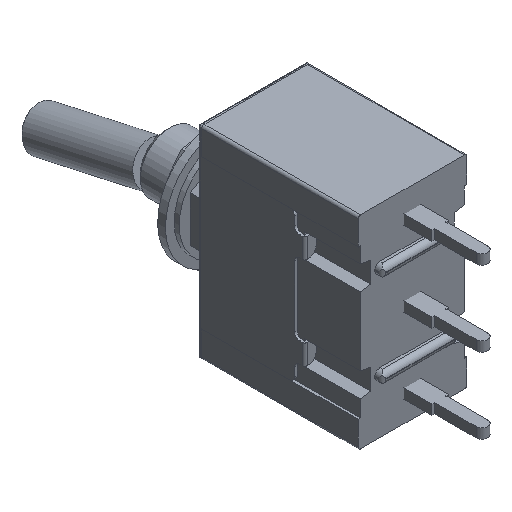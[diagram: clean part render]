
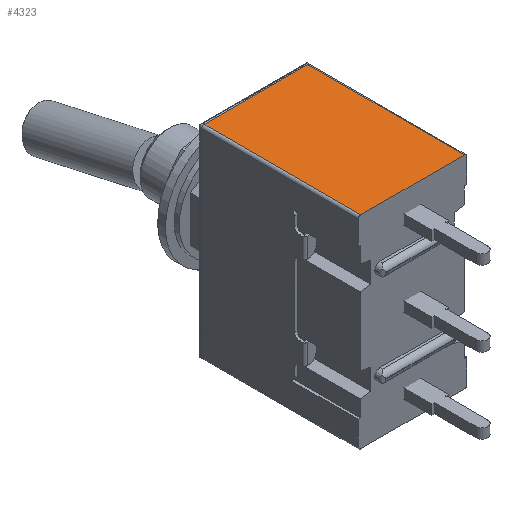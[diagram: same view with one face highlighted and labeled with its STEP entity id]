
A CAD part, isometric view. The second image highlights one B-rep face of the part: STEP entity #4323.
In plain terms, the highlighted planar face has unit normal (0, 0, 1).
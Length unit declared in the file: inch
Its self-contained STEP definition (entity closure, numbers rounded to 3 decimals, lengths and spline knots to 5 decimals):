
#426=FACE_OUTER_BOUND('',#666,.T.);
#666=EDGE_LOOP('',(#3150,#3151,#3152,#3153));
#927=LINE('',#6440,#1382);
#945=LINE('',#6494,#1400);
#995=LINE('',#6596,#1450);
#996=LINE('',#6598,#1451);
#1382=VECTOR('',#5054,0.413);
#1400=VECTOR('',#5110,0.413);
#1450=VECTOR('',#5218,0.624);
#1451=VECTOR('',#5221,0.624);
#1852=VERTEX_POINT('',#6437);
#1853=VERTEX_POINT('',#6439);
#1869=VERTEX_POINT('',#6491);
#1870=VERTEX_POINT('',#6493);
#2295=EDGE_CURVE('',#1853,#1852,#927,.T.);
#2322=EDGE_CURVE('',#1869,#1870,#945,.T.);
#2374=EDGE_CURVE('',#1852,#1870,#995,.T.);
#2375=EDGE_CURVE('',#1853,#1869,#996,.T.);
#3150=ORIENTED_EDGE('',*,*,#2374,.T.);
#3151=ORIENTED_EDGE('',*,*,#2322,.F.);
#3152=ORIENTED_EDGE('',*,*,#2375,.F.);
#3153=ORIENTED_EDGE('',*,*,#2295,.T.);
#4157=PLANE('',#4602);
#4323=ADVANCED_FACE('',(#426),#4157,.T.);
#4602=AXIS2_PLACEMENT_3D('',#6597,#5219,#5220);
#5054=DIRECTION('',(1.,0.,0.));
#5110=DIRECTION('',(1.,0.,0.));
#5218=DIRECTION('',(0.,1.,0.));
#5219=DIRECTION('center_axis',(0.,0.,1.));
#5220=DIRECTION('ref_axis',(1.,0.,0.));
#5221=DIRECTION('',(0.,1.,0.));
#6437=CARTESIAN_POINT('',(0.2065,-0.223,0.4035));
#6439=CARTESIAN_POINT('',(-0.2065,-0.223,0.4035));
#6440=CARTESIAN_POINT('',(-0.2065,-0.223,0.4035));
#6491=CARTESIAN_POINT('',(-0.2065,0.401,0.4035));
#6493=CARTESIAN_POINT('',(0.2065,0.401,0.4035));
#6494=CARTESIAN_POINT('',(-0.2065,0.401,0.4035));
#6596=CARTESIAN_POINT('',(0.2065,-0.223,0.4035));
#6597=CARTESIAN_POINT('Origin',(-0.2065,-0.223,0.4035));
#6598=CARTESIAN_POINT('',(-0.2065,-0.223,0.4035));
